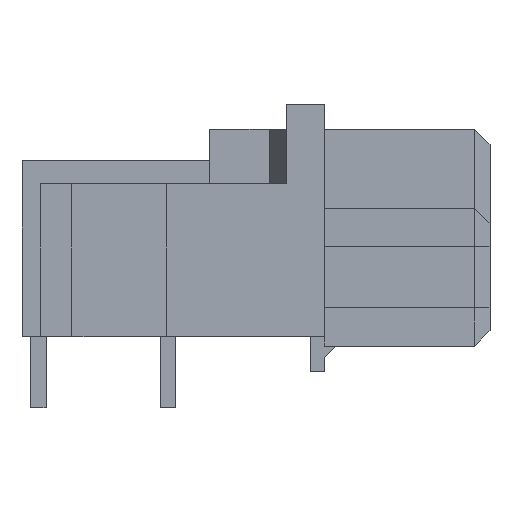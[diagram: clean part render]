
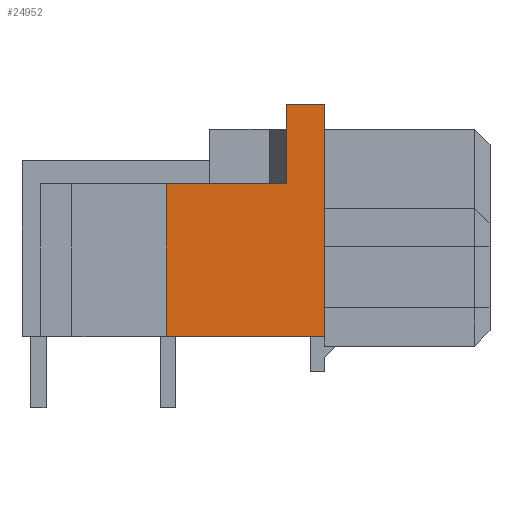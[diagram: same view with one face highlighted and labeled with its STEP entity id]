
A CAD part, front view. The second image highlights one B-rep face of the part: STEP entity #24952.
In plain terms, the highlighted planar face has unit normal (0, -1, 0).
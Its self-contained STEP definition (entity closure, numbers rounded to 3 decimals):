
#23321=CARTESIAN_POINT('',(6.14,-86.36,9.11));
#23322=VERTEX_POINT('',#23321);
#23329=CARTESIAN_POINT('',(6.14,-86.36,0.));
#23330=VERTEX_POINT('',#23329);
#23331=CARTESIAN_POINT('',(6.14,-86.36,9.11));
#23332=DIRECTION('',(0.0,0.0,-1.0));
#23333=VECTOR('',#23332,9.11);
#23334=LINE('',#23331,#23333);
#23335=EDGE_CURVE('',#23322,#23330,#23334,.T.);
#24065=CARTESIAN_POINT('',(-0.06,-86.36,0.));
#24066=VERTEX_POINT('',#24065);
#24067=CARTESIAN_POINT('',(6.14,-86.36,0.));
#24068=DIRECTION('',(-1.0,0.0,0.0));
#24069=VECTOR('',#24068,6.2);
#24070=LINE('',#24067,#24069);
#24071=EDGE_CURVE('',#23330,#24066,#24070,.T.);
#24389=CARTESIAN_POINT('',(-0.06,-86.36,6.));
#24390=VERTEX_POINT('',#24389);
#24397=CARTESIAN_POINT('',(4.64,-86.36,6.));
#24398=VERTEX_POINT('',#24397);
#24399=CARTESIAN_POINT('',(4.64,-86.36,6.));
#24400=DIRECTION('',(-1.0,0.0,0.0));
#24401=VECTOR('',#24400,4.7);
#24402=LINE('',#24399,#24401);
#24403=EDGE_CURVE('',#24398,#24390,#24402,.T.);
#24848=CARTESIAN_POINT('',(4.64,-86.36,9.11));
#24849=VERTEX_POINT('',#24848);
#24865=CARTESIAN_POINT('',(4.64,-86.36,9.11));
#24866=DIRECTION('',(0.0,0.0,-1.0));
#24867=VECTOR('',#24866,3.11);
#24868=LINE('',#24865,#24867);
#24869=EDGE_CURVE('',#24849,#24398,#24868,.T.);
#24929=CARTESIAN_POINT('',(-0.37,-86.36,-0.456));
#24930=DIRECTION('',(0.0,1.0,0.0));
#24931=DIRECTION('',(-1.0,0.0,0.0));
#24932=AXIS2_PLACEMENT_3D('',#24929,#24930,#24931);
#24933=PLANE('',#24932);
#24934=ORIENTED_EDGE('',*,*,#24403,.T.);
#24935=CARTESIAN_POINT('',(-0.06,-86.36,0.));
#24936=DIRECTION('',(0.0,0.0,1.0));
#24937=VECTOR('',#24936,6.0);
#24938=LINE('',#24935,#24937);
#24939=EDGE_CURVE('',#24066,#24390,#24938,.T.);
#24940=ORIENTED_EDGE('',*,*,#24939,.F.);
#24941=ORIENTED_EDGE('',*,*,#24071,.F.);
#24942=ORIENTED_EDGE('',*,*,#23335,.F.);
#24943=CARTESIAN_POINT('',(4.64,-86.36,9.11));
#24944=DIRECTION('',(1.0,0.0,0.0));
#24945=VECTOR('',#24944,1.5);
#24946=LINE('',#24943,#24945);
#24947=EDGE_CURVE('',#24849,#23322,#24946,.T.);
#24948=ORIENTED_EDGE('',*,*,#24947,.F.);
#24949=ORIENTED_EDGE('',*,*,#24869,.T.);
#24950=EDGE_LOOP('',(#24934,#24940,#24941,#24942,#24948,#24949));
#24951=FACE_OUTER_BOUND('',#24950,.T.);
#24952=ADVANCED_FACE('',(#24951),#24933,.F.);
